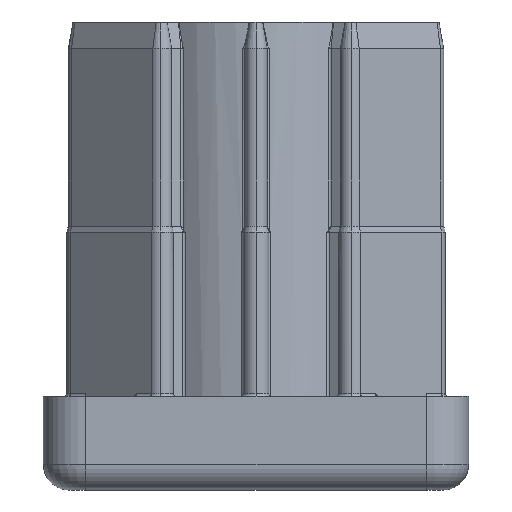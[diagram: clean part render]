
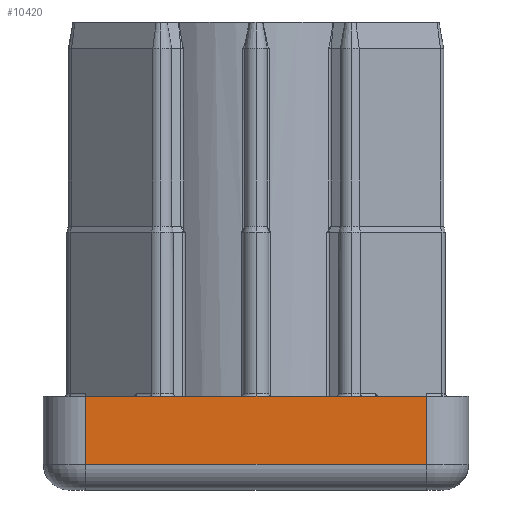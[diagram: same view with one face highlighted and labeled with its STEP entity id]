
A CAD part, left-side view. The second image highlights one B-rep face of the part: STEP entity #10420.
In plain terms, the highlighted planar face has unit normal (-1, 0, 0).
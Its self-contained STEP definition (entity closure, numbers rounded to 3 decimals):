
#348 = CARTESIAN_POINT ( 'NONE',  ( -25., -20., 3. ) ) ;
#698 = ORIENTED_EDGE ( 'NONE', *, *, #4671, .T. ) ;
#787 = CARTESIAN_POINT ( 'NONE',  ( -25., 20., 11. ) ) ;
#832 = LINE ( 'NONE', #6949, #3410 ) ;
#1667 = VERTEX_POINT ( 'NONE', #13787 ) ;
#1866 = EDGE_CURVE ( 'NONE', #11246, #1667, #832, .T. ) ;
#3410 = VECTOR ( 'NONE', #4532, 1000. ) ;
#3540 = VECTOR ( 'NONE', #4619, 1000. ) ;
#3600 = DIRECTION ( 'NONE',  ( 1., 0., 0. ) ) ;
#3782 = ORIENTED_EDGE ( 'NONE', *, *, #11338, .T. ) ;
#4060 = VECTOR ( 'NONE', #7052, 1000. ) ;
#4532 = DIRECTION ( 'NONE',  ( 0., 0., 1. ) ) ;
#4619 = DIRECTION ( 'NONE',  ( 0., 0., -1. ) ) ;
#4671 = EDGE_CURVE ( 'NONE', #9777, #5021, #6413, .T. ) ;
#5021 = VERTEX_POINT ( 'NONE', #15056 ) ;
#6413 = LINE ( 'NONE', #11930, #3540 ) ;
#6421 = ORIENTED_EDGE ( 'NONE', *, *, #1866, .T. ) ;
#6642 = EDGE_LOOP ( 'NONE', ( #698, #3782, #6421, #13263 ) ) ;
#6949 = CARTESIAN_POINT ( 'NONE',  ( -25., -20., 11. ) ) ;
#7052 = DIRECTION ( 'NONE',  ( 0., -1., 0. ) ) ;
#7315 = DIRECTION ( 'NONE',  ( 0., -1., 0. ) ) ;
#7569 = EDGE_CURVE ( 'NONE', #9777, #1667, #10697, .T. ) ;
#9777 = VERTEX_POINT ( 'NONE', #787 ) ;
#10420 = ADVANCED_FACE ( 'NONE', ( #10600 ), #15682, .F. ) ;
#10567 = AXIS2_PLACEMENT_3D ( 'NONE', #10873, #3600, #12137 ) ;
#10570 = LINE ( 'NONE', #14305, #4060 ) ;
#10600 = FACE_OUTER_BOUND ( 'NONE', #6642, .T. ) ;
#10697 = LINE ( 'NONE', #14555, #13525 ) ;
#10873 = CARTESIAN_POINT ( 'NONE',  ( -25., -25., 11. ) ) ;
#11246 = VERTEX_POINT ( 'NONE', #348 ) ;
#11338 = EDGE_CURVE ( 'NONE', #5021, #11246, #10570, .T. ) ;
#11930 = CARTESIAN_POINT ( 'NONE',  ( -25., 20., 11. ) ) ;
#12137 = DIRECTION ( 'NONE',  ( 0., 0., -1. ) ) ;
#13263 = ORIENTED_EDGE ( 'NONE', *, *, #7569, .F. ) ;
#13525 = VECTOR ( 'NONE', #7315, 1000. ) ;
#13787 = CARTESIAN_POINT ( 'NONE',  ( -25., -20., 11. ) ) ;
#14305 = CARTESIAN_POINT ( 'NONE',  ( -25., -20., 3. ) ) ;
#14555 = CARTESIAN_POINT ( 'NONE',  ( -25., -25., 11. ) ) ;
#15056 = CARTESIAN_POINT ( 'NONE',  ( -25., 20., 3. ) ) ;
#15682 = PLANE ( 'NONE',  #10567 ) ;
